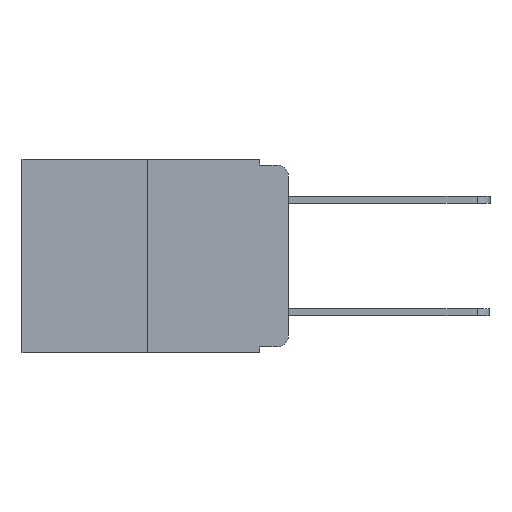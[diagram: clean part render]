
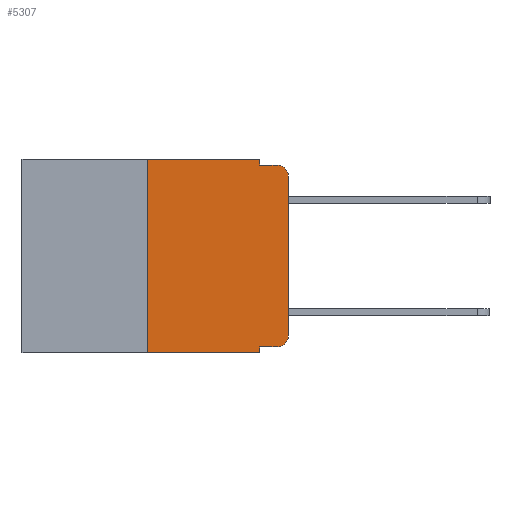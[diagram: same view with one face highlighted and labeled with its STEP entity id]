
A CAD part, left-side view. The second image highlights one B-rep face of the part: STEP entity #5307.
In plain terms, the highlighted planar face has unit normal (-1, 0, 0).
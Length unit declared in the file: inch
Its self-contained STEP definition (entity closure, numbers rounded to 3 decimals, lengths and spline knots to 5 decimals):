
#1 = DIRECTION ( 'NONE',  ( 0., 0., -1. ) ) ;
#290 = CARTESIAN_POINT ( 'NONE',  ( 0., 0.25, 0. ) ) ;
#359 = VECTOR ( 'NONE', #7772, 39.37008 ) ;
#596 = VERTEX_POINT ( 'NONE', #3920 ) ;
#698 = VERTEX_POINT ( 'NONE', #10728 ) ;
#715 = CARTESIAN_POINT ( 'NONE',  ( 0., 0.051, 0. ) ) ;
#752 = CARTESIAN_POINT ( 'NONE',  ( 0., 0.473, 0. ) ) ;
#809 = CIRCLE ( 'NONE', #1190, 0.02 ) ;
#966 = ORIENTED_EDGE ( 'NONE', *, *, #8421, .F. ) ;
#1042 = DIRECTION ( 'NONE',  ( 0., -1., 0. ) ) ;
#1190 = AXIS2_PLACEMENT_3D ( 'NONE', #2962, #3890, #1 ) ;
#1196 = CARTESIAN_POINT ( 'NONE',  ( 0., 0.473, -0.343 ) ) ;
#1242 = ORIENTED_EDGE ( 'NONE', *, *, #3179, .T. ) ;
#1342 = ORIENTED_EDGE ( 'NONE', *, *, #1722, .F. ) ;
#1347 = CARTESIAN_POINT ( 'NONE',  ( 0., 0.051, -0.01 ) ) ;
#1382 = LINE ( 'NONE', #1347, #10593 ) ;
#1561 = CARTESIAN_POINT ( 'NONE',  ( 0., 0.051, -0.333 ) ) ;
#1722 = EDGE_CURVE ( 'NONE', #596, #2901, #1382, .T. ) ;
#1783 = VERTEX_POINT ( 'NONE', #3550 ) ;
#2901 = VERTEX_POINT ( 'NONE', #9176 ) ;
#2962 = CARTESIAN_POINT ( 'NONE',  ( 0., 0.02, -0.03 ) ) ;
#3137 = EDGE_CURVE ( 'NONE', #4674, #6079, #8829, .T. ) ;
#3179 = EDGE_CURVE ( 'NONE', #11345, #2901, #809, .T. ) ;
#3187 = ORIENTED_EDGE ( 'NONE', *, *, #3775, .T. ) ;
#3269 = VERTEX_POINT ( 'NONE', #11019 ) ;
#3275 = ORIENTED_EDGE ( 'NONE', *, *, #11281, .T. ) ;
#3298 = CARTESIAN_POINT ( 'NONE',  ( 0., 0., -0.03 ) ) ;
#3425 = LINE ( 'NONE', #290, #9991 ) ;
#3550 = CARTESIAN_POINT ( 'NONE',  ( 0., 0.25, -0.343 ) ) ;
#3613 = ORIENTED_EDGE ( 'NONE', *, *, #3853, .F. ) ;
#3620 = DIRECTION ( 'NONE',  ( 0., 0., -1. ) ) ;
#3775 = EDGE_CURVE ( 'NONE', #1783, #698, #7630, .T. ) ;
#3853 = EDGE_CURVE ( 'NONE', #3269, #596, #11408, .T. ) ;
#3890 = DIRECTION ( 'NONE',  ( -1., 0., 0. ) ) ;
#3920 = CARTESIAN_POINT ( 'NONE',  ( 0., 0.051, -0.01 ) ) ;
#4119 = LINE ( 'NONE', #715, #6187 ) ;
#4571 = DIRECTION ( 'NONE',  ( 1., 0., 0. ) ) ;
#4674 = VERTEX_POINT ( 'NONE', #9110 ) ;
#4676 = ORIENTED_EDGE ( 'NONE', *, *, #9693, .F. ) ;
#4912 = DIRECTION ( 'NONE',  ( -1., 0., 0. ) ) ;
#5063 = PLANE ( 'NONE',  #5144 ) ;
#5076 = CARTESIAN_POINT ( 'NONE',  ( 0., 0.25, 0. ) ) ;
#5114 = VERTEX_POINT ( 'NONE', #1561 ) ;
#5144 = AXIS2_PLACEMENT_3D ( 'NONE', #752, #4571, #10295 ) ;
#5307 = ADVANCED_FACE ( 'NONE', ( #6173 ), #5063, .F. ) ;
#5361 = LINE ( 'NONE', #5957, #9331 ) ;
#5957 = CARTESIAN_POINT ( 'NONE',  ( 0., 0.051, -0.333 ) ) ;
#6066 = CARTESIAN_POINT ( 'NONE',  ( 0., 0.473, 0. ) ) ;
#6079 = VERTEX_POINT ( 'NONE', #7872 ) ;
#6173 = FACE_OUTER_BOUND ( 'NONE', #6960, .T. ) ;
#6187 = VECTOR ( 'NONE', #10665, 39.37008 ) ;
#6568 = VECTOR ( 'NONE', #10544, 39.37008 ) ;
#6655 = ORIENTED_EDGE ( 'NONE', *, *, #11074, .F. ) ;
#6739 = ORIENTED_EDGE ( 'NONE', *, *, #10104, .T. ) ;
#6960 = EDGE_LOOP ( 'NONE', ( #6739, #1242, #1342, #3613, #4676, #966, #3187, #6655, #3275, #8733 ) ) ;
#7058 = VERTEX_POINT ( 'NONE', #5076 ) ;
#7161 = AXIS2_PLACEMENT_3D ( 'NONE', #9100, #4912, #3620 ) ;
#7369 = VECTOR ( 'NONE', #10681, 39.37008 ) ;
#7390 = VECTOR ( 'NONE', #10442, 39.37008 ) ;
#7630 = LINE ( 'NONE', #1196, #7369 ) ;
#7650 = LINE ( 'NONE', #11233, #7390 ) ;
#7772 = DIRECTION ( 'NONE',  ( 0., -1., 0. ) ) ;
#7872 = CARTESIAN_POINT ( 'NONE',  ( 0., 0., -0.313 ) ) ;
#8421 = EDGE_CURVE ( 'NONE', #1783, #7058, #3425, .T. ) ;
#8733 = ORIENTED_EDGE ( 'NONE', *, *, #3137, .T. ) ;
#8829 = CIRCLE ( 'NONE', #7161, 0.02 ) ;
#9100 = CARTESIAN_POINT ( 'NONE',  ( 0., 0.02, -0.313 ) ) ;
#9110 = CARTESIAN_POINT ( 'NONE',  ( 0., 0.02, -0.333 ) ) ;
#9176 = CARTESIAN_POINT ( 'NONE',  ( 0., 0.02, -0.01 ) ) ;
#9331 = VECTOR ( 'NONE', #1042, 39.37008 ) ;
#9621 = DIRECTION ( 'NONE',  ( 0., -1., 0. ) ) ;
#9693 = EDGE_CURVE ( 'NONE', #7058, #3269, #10091, .T. ) ;
#9991 = VECTOR ( 'NONE', #11095, 39.37008 ) ;
#10091 = LINE ( 'NONE', #6066, #359 ) ;
#10104 = EDGE_CURVE ( 'NONE', #6079, #11345, #7650, .T. ) ;
#10295 = DIRECTION ( 'NONE',  ( 0., 0., -1. ) ) ;
#10442 = DIRECTION ( 'NONE',  ( 0., 0., 1. ) ) ;
#10544 = DIRECTION ( 'NONE',  ( 0., 0., -1. ) ) ;
#10593 = VECTOR ( 'NONE', #9621, 39.37008 ) ;
#10665 = DIRECTION ( 'NONE',  ( 0., 0., -1. ) ) ;
#10681 = DIRECTION ( 'NONE',  ( 0., -1., 0. ) ) ;
#10728 = CARTESIAN_POINT ( 'NONE',  ( 0., 0.051, -0.343 ) ) ;
#10883 = CARTESIAN_POINT ( 'NONE',  ( 0., 0.051, 0. ) ) ;
#11019 = CARTESIAN_POINT ( 'NONE',  ( 0., 0.051, 0. ) ) ;
#11074 = EDGE_CURVE ( 'NONE', #5114, #698, #4119, .T. ) ;
#11095 = DIRECTION ( 'NONE',  ( 0., 0., 1. ) ) ;
#11233 = CARTESIAN_POINT ( 'NONE',  ( 0., 0., 0. ) ) ;
#11281 = EDGE_CURVE ( 'NONE', #5114, #4674, #5361, .T. ) ;
#11345 = VERTEX_POINT ( 'NONE', #3298 ) ;
#11408 = LINE ( 'NONE', #10883, #6568 ) ;
